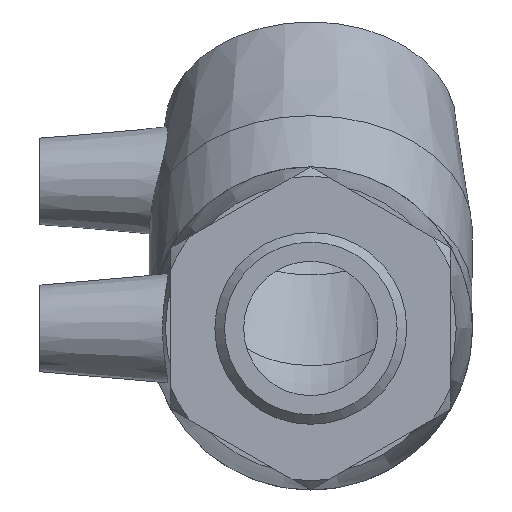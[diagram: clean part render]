
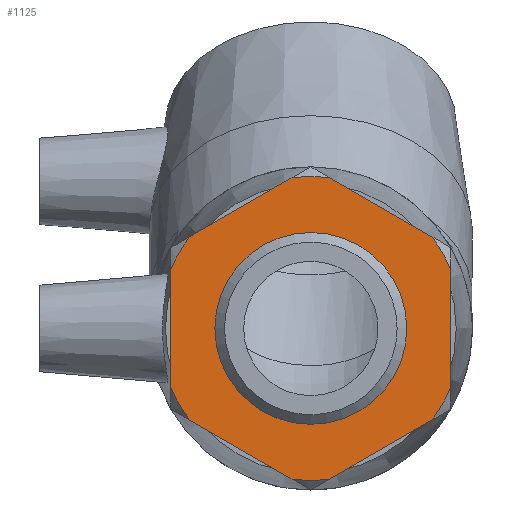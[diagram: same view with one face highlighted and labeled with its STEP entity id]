
A CAD part, left-side view. The second image highlights one B-rep face of the part: STEP entity #1125.
In plain terms, the highlighted planar face has unit normal (-1, 0, 0).
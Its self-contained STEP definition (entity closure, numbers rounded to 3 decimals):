
#23=LINE('',#1674,#60);
#29=LINE('',#1713,#66);
#34=LINE('',#1745,#71);
#39=LINE('',#1782,#76);
#43=LINE('',#1811,#80);
#46=LINE('',#1833,#83);
#60=VECTOR('',#1351,20.469);
#66=VECTOR('',#1359,20.469);
#71=VECTOR('',#1368,20.469);
#76=VECTOR('',#1375,20.469);
#80=VECTOR('',#1383,20.469);
#83=VECTOR('',#1388,20.469);
#177=PLANE('',#1229);
#200=FACE_BOUND('',#350,.T.);
#262=FACE_OUTER_BOUND('',#349,.T.);
#349=EDGE_LOOP('',(#922,#923,#924,#925,#926,#927,#928,#929,#930,#931,#932,
#933));
#350=EDGE_LOOP('',(#934));
#436=CIRCLE('',#1190,16.625);
#451=CIRCLE('',#1230,26.32);
#452=CIRCLE('',#1231,26.32);
#453=CIRCLE('',#1232,26.32);
#454=CIRCLE('',#1233,26.32);
#455=CIRCLE('',#1234,26.32);
#456=CIRCLE('',#1235,26.32);
#497=VERTEX_POINT('',#1665);
#498=VERTEX_POINT('',#1668);
#500=VERTEX_POINT('',#1673);
#506=VERTEX_POINT('',#1693);
#511=VERTEX_POINT('',#1709);
#520=VERTEX_POINT('',#1740);
#521=VERTEX_POINT('',#1744);
#526=VERTEX_POINT('',#1762);
#531=VERTEX_POINT('',#1778);
#538=VERTEX_POINT('',#1806);
#539=VERTEX_POINT('',#1810);
#544=VERTEX_POINT('',#1828);
#545=VERTEX_POINT('',#1832);
#611=EDGE_CURVE('',#497,#497,#436,.T.);
#613=EDGE_CURVE('',#500,#498,#23,.T.);
#626=EDGE_CURVE('',#506,#511,#29,.T.);
#636=EDGE_CURVE('',#521,#520,#34,.T.);
#648=EDGE_CURVE('',#526,#531,#39,.T.);
#657=EDGE_CURVE('',#539,#538,#43,.T.);
#664=EDGE_CURVE('',#545,#544,#46,.T.);
#710=EDGE_CURVE('',#526,#511,#451,.T.);
#711=EDGE_CURVE('',#545,#531,#452,.T.);
#712=EDGE_CURVE('',#539,#544,#453,.T.);
#713=EDGE_CURVE('',#521,#538,#454,.T.);
#714=EDGE_CURVE('',#500,#520,#455,.T.);
#715=EDGE_CURVE('',#506,#498,#456,.T.);
#922=ORIENTED_EDGE('',*,*,#626,.T.);
#923=ORIENTED_EDGE('',*,*,#710,.F.);
#924=ORIENTED_EDGE('',*,*,#648,.T.);
#925=ORIENTED_EDGE('',*,*,#711,.F.);
#926=ORIENTED_EDGE('',*,*,#664,.T.);
#927=ORIENTED_EDGE('',*,*,#712,.F.);
#928=ORIENTED_EDGE('',*,*,#657,.T.);
#929=ORIENTED_EDGE('',*,*,#713,.F.);
#930=ORIENTED_EDGE('',*,*,#636,.T.);
#931=ORIENTED_EDGE('',*,*,#714,.F.);
#932=ORIENTED_EDGE('',*,*,#613,.T.);
#933=ORIENTED_EDGE('',*,*,#715,.F.);
#934=ORIENTED_EDGE('',*,*,#611,.T.);
#1125=ADVANCED_FACE('',(#262,#200),#177,.T.);
#1190=AXIS2_PLACEMENT_3D('',#1666,#1347,#1348);
#1229=AXIS2_PLACEMENT_3D('',#1959,#1461,#1462);
#1230=AXIS2_PLACEMENT_3D('',#1960,#1463,#1464);
#1231=AXIS2_PLACEMENT_3D('',#1961,#1465,#1466);
#1232=AXIS2_PLACEMENT_3D('',#1962,#1467,#1468);
#1233=AXIS2_PLACEMENT_3D('',#1963,#1469,#1470);
#1234=AXIS2_PLACEMENT_3D('',#1964,#1471,#1472);
#1235=AXIS2_PLACEMENT_3D('',#1965,#1473,#1474);
#1347=DIRECTION('center_axis',(1.,0.,0.));
#1348=DIRECTION('ref_axis',(0.,0.,-1.));
#1351=DIRECTION('',(0.,0.,-1.));
#1359=DIRECTION('',(0.,-0.866,-0.5));
#1368=DIRECTION('',(0.,0.866,-0.5));
#1375=DIRECTION('',(0.,-0.866,0.5));
#1383=DIRECTION('',(0.,0.866,0.5));
#1388=DIRECTION('',(0.,0.,1.));
#1461=DIRECTION('center_axis',(-1.,0.,0.));
#1462=DIRECTION('ref_axis',(0.,0.,1.));
#1463=DIRECTION('center_axis',(1.,0.,0.));
#1464=DIRECTION('ref_axis',(0.,0.,1.));
#1465=DIRECTION('center_axis',(1.,0.,0.));
#1466=DIRECTION('ref_axis',(0.,0.,1.));
#1467=DIRECTION('center_axis',(1.,0.,0.));
#1468=DIRECTION('ref_axis',(0.,0.,1.));
#1469=DIRECTION('center_axis',(1.,0.,0.));
#1470=DIRECTION('ref_axis',(0.,0.,1.));
#1471=DIRECTION('center_axis',(1.,0.,0.));
#1472=DIRECTION('ref_axis',(0.,0.,1.));
#1473=DIRECTION('center_axis',(1.,0.,0.));
#1474=DIRECTION('ref_axis',(0.,0.,1.));
#1665=CARTESIAN_POINT('',(-60.498,0.,-16.625));
#1666=CARTESIAN_POINT('Origin',(-60.498,0.,0.));
#1668=CARTESIAN_POINT('',(-60.498,24.249,-10.234));
#1673=CARTESIAN_POINT('',(-60.498,24.249,10.234));
#1674=CARTESIAN_POINT('',(-60.498,24.249,-21.));
#1693=CARTESIAN_POINT('',(-60.498,20.988,-15.883));
#1709=CARTESIAN_POINT('',(-60.498,3.261,-26.117));
#1713=CARTESIAN_POINT('',(-60.498,0.,-28.));
#1740=CARTESIAN_POINT('',(-60.498,20.988,15.883));
#1744=CARTESIAN_POINT('',(-60.498,3.261,26.117));
#1745=CARTESIAN_POINT('',(-60.498,24.249,14.));
#1762=CARTESIAN_POINT('',(-60.498,-3.261,-26.117));
#1778=CARTESIAN_POINT('',(-60.498,-20.988,-15.883));
#1782=CARTESIAN_POINT('',(-60.498,-12.124,-21.));
#1806=CARTESIAN_POINT('',(-60.498,-3.261,26.117));
#1810=CARTESIAN_POINT('',(-60.498,-20.988,15.883));
#1811=CARTESIAN_POINT('',(-60.498,-12.124,21.));
#1828=CARTESIAN_POINT('',(-60.498,-24.249,10.234));
#1832=CARTESIAN_POINT('',(-60.498,-24.249,-10.234));
#1833=CARTESIAN_POINT('',(-60.498,-24.249,-7.));
#1959=CARTESIAN_POINT('Origin',(-60.498,0.,-28.));
#1960=CARTESIAN_POINT('Origin',(-60.498,0.,0.));
#1961=CARTESIAN_POINT('Origin',(-60.498,0.,0.));
#1962=CARTESIAN_POINT('Origin',(-60.498,0.,0.));
#1963=CARTESIAN_POINT('Origin',(-60.498,0.,0.));
#1964=CARTESIAN_POINT('Origin',(-60.498,0.,0.));
#1965=CARTESIAN_POINT('Origin',(-60.498,0.,0.));
